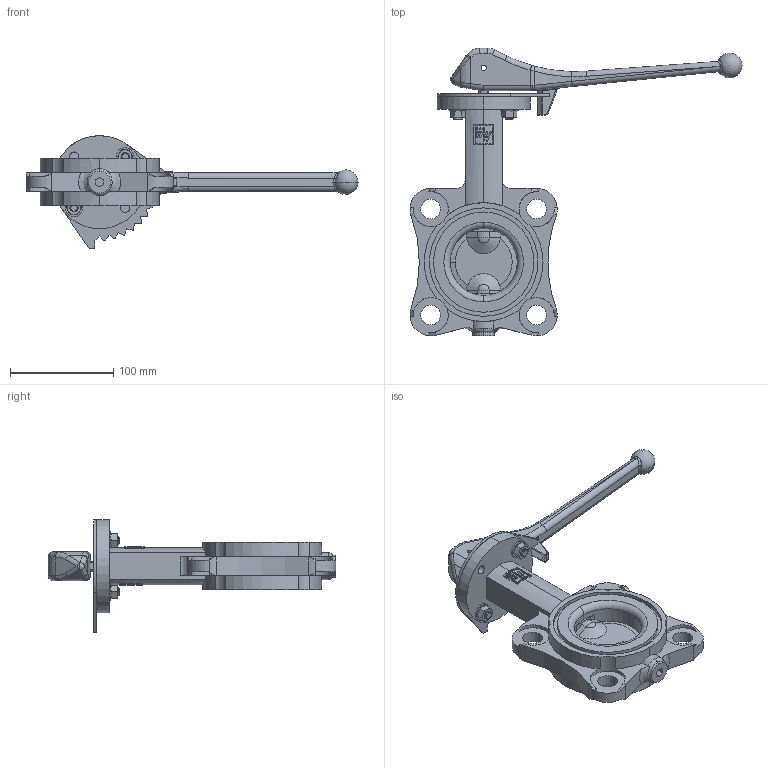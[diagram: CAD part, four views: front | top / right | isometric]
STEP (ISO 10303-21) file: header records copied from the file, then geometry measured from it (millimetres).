
FILE_DESCRIPTION (( 'STEP AP214' ), '1' );
FILE_NAME ('EVBLS DN 65 PN16 LEVER.STEP', '2017-02-15T10:25:11', ( '' ), ( '' ), 'SwSTEP 2.0', 'SolidWorks 2015', '' );
FILE_SCHEMA (( 'AUTOMOTIVE_DESIGN' ));
Length unit declared in the file: millimetre
Products named in the file (6): EVBLS DN 65 PN16 LEVER; zba00 - Hex Nut DIN 934_M  8; zcb00 - Hex Cntsnk Screw DIN 7991_M 8 x  25; EV LEVER L1; EVBLS DN50-300 PN16_DN   65 PN16; zea00 - Flat Washer DIN 125-A_M 8
Assembly tree (8 placements, depth 2):
  EVBLS DN 65 PN16 LEVER
    EVBLS DN50-300 PN16_DN   65 PN16
    EV LEVER L1
    zcb00 - Hex Cntsnk Screw DIN 7991_M 8 x  25  x2
    zea00 - Flat Washer DIN 125-A_M 8  x2
    zba00 - Hex Nut DIN 934_M  8  x2
Bounding box: 321.27 x 278.24 x 109 mm (x, y, z)
Volume: 766291.2 mm3; surface area: 139811.9 mm2
Topology: 8 solids, 8 shells, 735 faces, 1910 edges, 1202 vertices
Faces by surface type: plane 299, cylinder 209, bspline 126, cone 60, torus 31, sphere 10
Entity records: 29825 total; most frequent: CARTESIAN_POINT 10640, ORIENTED_EDGE 3550, DIRECTION 3073, EDGE_CURVE 1775, AXIS2_PLACEMENT_3D 1147, VERTEX_POINT 1131, LINE 779, VECTOR 779
